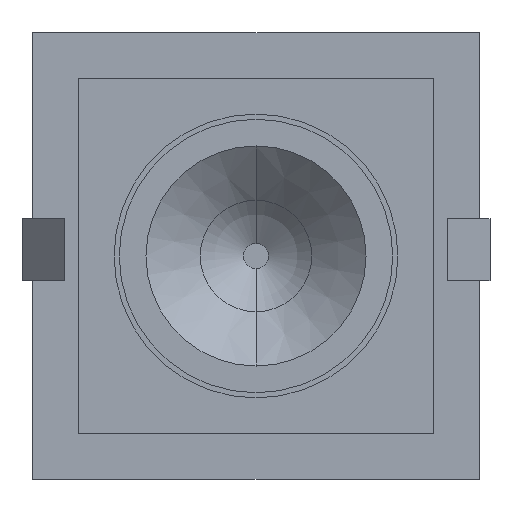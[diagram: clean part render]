
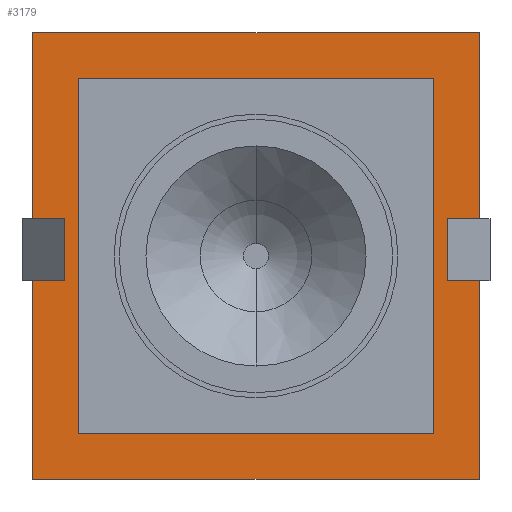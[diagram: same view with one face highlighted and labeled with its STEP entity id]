
A CAD part, front view. The second image highlights one B-rep face of the part: STEP entity #3179.
In plain terms, the highlighted planar face has unit normal (0, -1, 0).
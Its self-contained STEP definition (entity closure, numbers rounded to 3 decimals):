
#129 = VERTEX_POINT ( 'NONE', #8283 ) ;
#135 = VECTOR ( 'NONE', #678, 1000. ) ;
#333 = VECTOR ( 'NONE', #8348, 1000. ) ;
#481 = DIRECTION ( 'NONE',  ( 0., 1., 0. ) ) ;
#509 = PLANE ( 'NONE',  #1517 ) ;
#678 = DIRECTION ( 'NONE',  ( 0., 0., 1. ) ) ;
#867 = DIRECTION ( 'NONE',  ( 1., 0., 0. ) ) ;
#959 = DIRECTION ( 'NONE',  ( 0., 0., 1. ) ) ;
#970 = CARTESIAN_POINT ( 'NONE',  ( -43., 9., 43. ) ) ;
#1192 = DIRECTION ( 'NONE',  ( 0., 0., 1. ) ) ;
#1200 = LINE ( 'NONE', #1363, #3421 ) ;
#1363 = CARTESIAN_POINT ( 'NONE',  ( -54., 9., 54. ) ) ;
#1517 = AXIS2_PLACEMENT_3D ( 'NONE', #5484, #481, #1192 ) ;
#1741 = VECTOR ( 'NONE', #5641, 1000. ) ;
#1807 = DIRECTION ( 'NONE',  ( -1., 0., 0. ) ) ;
#1841 = DIRECTION ( 'NONE',  ( 1., 0., 0. ) ) ;
#2230 = LINE ( 'NONE', #3049, #333 ) ;
#2374 = ORIENTED_EDGE ( 'NONE', *, *, #4220, .T. ) ;
#2498 = ORIENTED_EDGE ( 'NONE', *, *, #4376, .F. ) ;
#2644 = VERTEX_POINT ( 'NONE', #2938 ) ;
#2892 = CARTESIAN_POINT ( 'NONE',  ( -54., 9., 54. ) ) ;
#2938 = CARTESIAN_POINT ( 'NONE',  ( 54., 9., 54. ) ) ;
#3022 = CARTESIAN_POINT ( 'NONE',  ( 44., 9., -43. ) ) ;
#3049 = CARTESIAN_POINT ( 'NONE',  ( 44., 9., 43. ) ) ;
#3179 = ADVANCED_FACE ( 'NONE', ( #6403, #7861 ), #509, .F. ) ;
#3293 = LINE ( 'NONE', #7734, #8278 ) ;
#3421 = VECTOR ( 'NONE', #1807, 1000. ) ;
#3481 = ORIENTED_EDGE ( 'NONE', *, *, #4363, .F. ) ;
#3486 = ORIENTED_EDGE ( 'NONE', *, *, #4249, .T. ) ;
#3709 = CARTESIAN_POINT ( 'NONE',  ( 43., 9., -44. ) ) ;
#3711 = VECTOR ( 'NONE', #1841, 1000. ) ;
#3771 = ORIENTED_EDGE ( 'NONE', *, *, #4273, .T. ) ;
#3923 = LINE ( 'NONE', #6299, #3711 ) ;
#4034 = ORIENTED_EDGE ( 'NONE', *, *, #4398, .F. ) ;
#4192 = CARTESIAN_POINT ( 'NONE',  ( 43., 9., 43. ) ) ;
#4220 = EDGE_CURVE ( 'NONE', #2644, #4278, #1200, .T. ) ;
#4249 = EDGE_CURVE ( 'NONE', #7184, #2644, #5770, .T. ) ;
#4254 = EDGE_CURVE ( 'NONE', #5682, #7184, #3923, .T. ) ;
#4273 = EDGE_CURVE ( 'NONE', #4278, #5682, #5554, .T. ) ;
#4278 = VERTEX_POINT ( 'NONE', #6721 ) ;
#4336 = EDGE_CURVE ( 'NONE', #7218, #129, #8016, .T. ) ;
#4363 = EDGE_CURVE ( 'NONE', #129, #7211, #7653, .T. ) ;
#4376 = EDGE_CURVE ( 'NONE', #7211, #6906, #2230, .T. ) ;
#4398 = EDGE_CURVE ( 'NONE', #6906, #7218, #3293, .T. ) ;
#5082 = EDGE_LOOP ( 'NONE', ( #2374, #3771, #5791, #3486 ) ) ;
#5093 = DIRECTION ( 'NONE',  ( 0., 0., -1. ) ) ;
#5100 = EDGE_LOOP ( 'NONE', ( #4034, #2498, #3481, #5806 ) ) ;
#5484 = CARTESIAN_POINT ( 'NONE',  ( 0., 9., 0. ) ) ;
#5554 = LINE ( 'NONE', #2892, #1741 ) ;
#5641 = DIRECTION ( 'NONE',  ( 0., 0., -1. ) ) ;
#5682 = VERTEX_POINT ( 'NONE', #6867 ) ;
#5770 = LINE ( 'NONE', #7346, #135 ) ;
#5791 = ORIENTED_EDGE ( 'NONE', *, *, #4254, .T. ) ;
#5806 = ORIENTED_EDGE ( 'NONE', *, *, #4336, .F. ) ;
#5965 = VECTOR ( 'NONE', #959, 1000. ) ;
#6299 = CARTESIAN_POINT ( 'NONE',  ( -54., 9., -54. ) ) ;
#6365 = VECTOR ( 'NONE', #867, 1000. ) ;
#6403 = FACE_BOUND ( 'NONE', #5100, .T. ) ;
#6721 = CARTESIAN_POINT ( 'NONE',  ( -54., 9., 54. ) ) ;
#6867 = CARTESIAN_POINT ( 'NONE',  ( -54., 9., -54. ) ) ;
#6906 = VERTEX_POINT ( 'NONE', #970 ) ;
#7184 = VERTEX_POINT ( 'NONE', #8070 ) ;
#7211 = VERTEX_POINT ( 'NONE', #4192 ) ;
#7218 = VERTEX_POINT ( 'NONE', #7521 ) ;
#7346 = CARTESIAN_POINT ( 'NONE',  ( 54., 9., 54. ) ) ;
#7521 = CARTESIAN_POINT ( 'NONE',  ( -43., 9., -43. ) ) ;
#7653 = LINE ( 'NONE', #3709, #5965 ) ;
#7734 = CARTESIAN_POINT ( 'NONE',  ( -43., 9., -44. ) ) ;
#7861 = FACE_OUTER_BOUND ( 'NONE', #5082, .T. ) ;
#8016 = LINE ( 'NONE', #3022, #6365 ) ;
#8070 = CARTESIAN_POINT ( 'NONE',  ( 54., 9., -54. ) ) ;
#8278 = VECTOR ( 'NONE', #5093, 1000. ) ;
#8283 = CARTESIAN_POINT ( 'NONE',  ( 43., 9., -43. ) ) ;
#8348 = DIRECTION ( 'NONE',  ( -1., 0., 0. ) ) ;
